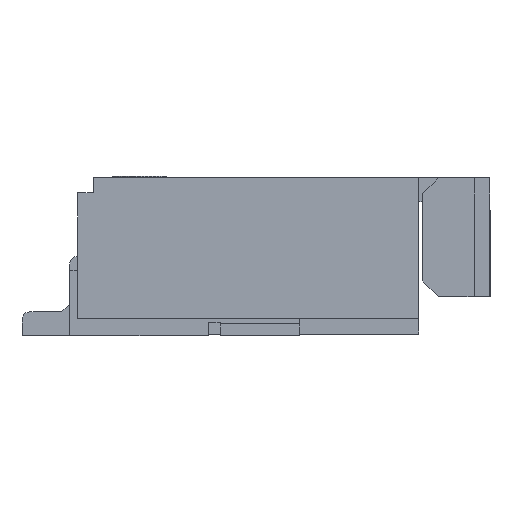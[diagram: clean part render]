
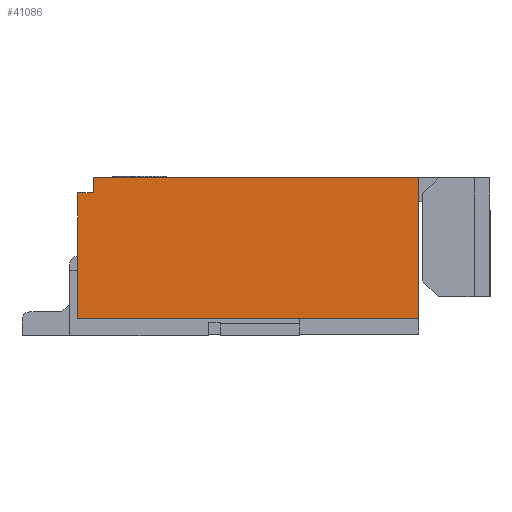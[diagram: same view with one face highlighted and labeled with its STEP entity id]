
A CAD part, left-side view. The second image highlights one B-rep face of the part: STEP entity #41086.
In plain terms, the highlighted planar face has unit normal (-1, 0, 0).
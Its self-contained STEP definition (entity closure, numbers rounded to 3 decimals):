
#727 = VECTOR ( 'NONE', #10740, 1000. ) ;
#905 = DIRECTION ( 'NONE',  ( 1., 0., 0. ) ) ;
#5485 = EDGE_LOOP ( 'NONE', ( #11094, #22418, #17440, #19278, #12858, #16403 ) ) ;
#5590 = CARTESIAN_POINT ( 'NONE',  ( -7.7, 2.15, 1.98 ) ) ;
#5935 = VECTOR ( 'NONE', #32617, 1000. ) ;
#6415 = VERTEX_POINT ( 'NONE', #14170 ) ;
#7455 = EDGE_CURVE ( 'NONE', #12215, #27829, #29805, .T. ) ;
#8326 = DIRECTION ( 'NONE',  ( 0., 0., -1. ) ) ;
#10740 = DIRECTION ( 'NONE',  ( 0., -1., 0. ) ) ;
#11094 = ORIENTED_EDGE ( 'NONE', *, *, #7455, .F. ) ;
#11853 = VERTEX_POINT ( 'NONE', #40792 ) ;
#12215 = VERTEX_POINT ( 'NONE', #28536 ) ;
#12858 = ORIENTED_EDGE ( 'NONE', *, *, #26885, .F. ) ;
#14170 = CARTESIAN_POINT ( 'NONE',  ( -7.7, -2.15, 0.2 ) ) ;
#16403 = ORIENTED_EDGE ( 'NONE', *, *, #36748, .F. ) ;
#16542 = EDGE_CURVE ( 'NONE', #6415, #23668, #38553, .T. ) ;
#17440 = ORIENTED_EDGE ( 'NONE', *, *, #25649, .T. ) ;
#17521 = LINE ( 'NONE', #5590, #47043 ) ;
#19205 = VECTOR ( 'NONE', #30276, 1000. ) ;
#19278 = ORIENTED_EDGE ( 'NONE', *, *, #16542, .F. ) ;
#20146 = CARTESIAN_POINT ( 'NONE',  ( -7.7, -2.15, 0.2 ) ) ;
#20426 = DIRECTION ( 'NONE',  ( 0., 1., 0. ) ) ;
#21818 = CARTESIAN_POINT ( 'NONE',  ( -7.7, -2.15, 1.98 ) ) ;
#22418 = ORIENTED_EDGE ( 'NONE', *, *, #42717, .T. ) ;
#22572 = CARTESIAN_POINT ( 'NONE',  ( -7.7, -2.15, 1.98 ) ) ;
#23668 = VERTEX_POINT ( 'NONE', #26166 ) ;
#24759 = VECTOR ( 'NONE', #20426, 1000. ) ;
#25649 = EDGE_CURVE ( 'NONE', #11853, #23668, #17521, .T. ) ;
#25662 = LINE ( 'NONE', #22572, #5935 ) ;
#25861 = PLANE ( 'NONE',  #43572 ) ;
#26166 = CARTESIAN_POINT ( 'NONE',  ( -7.7, 2.15, 0.2 ) ) ;
#26885 = EDGE_CURVE ( 'NONE', #30924, #6415, #25662, .T. ) ;
#27829 = VERTEX_POINT ( 'NONE', #31009 ) ;
#28536 = CARTESIAN_POINT ( 'NONE',  ( -7.7, 1.95, 1.78 ) ) ;
#28759 = LINE ( 'NONE', #35714, #24759 ) ;
#29412 = LINE ( 'NONE', #21818, #727 ) ;
#29805 = LINE ( 'NONE', #32964, #19205 ) ;
#30276 = DIRECTION ( 'NONE',  ( 0., 0., 1. ) ) ;
#30879 = VECTOR ( 'NONE', #41655, 1000. ) ;
#30924 = VERTEX_POINT ( 'NONE', #36102 ) ;
#31009 = CARTESIAN_POINT ( 'NONE',  ( -7.7, 1.95, 1.98 ) ) ;
#32617 = DIRECTION ( 'NONE',  ( 0., 0., -1. ) ) ;
#32964 = CARTESIAN_POINT ( 'NONE',  ( -7.7, 1.95, 1.78 ) ) ;
#33755 = FACE_OUTER_BOUND ( 'NONE', #5485, .T. ) ;
#35714 = CARTESIAN_POINT ( 'NONE',  ( -7.7, 2.15, 1.78 ) ) ;
#36102 = CARTESIAN_POINT ( 'NONE',  ( -7.7, -2.15, 1.98 ) ) ;
#36748 = EDGE_CURVE ( 'NONE', #27829, #30924, #29412, .T. ) ;
#38553 = LINE ( 'NONE', #20146, #30879 ) ;
#40454 = CARTESIAN_POINT ( 'NONE',  ( -7.7, -2.15, 1.98 ) ) ;
#40792 = CARTESIAN_POINT ( 'NONE',  ( -7.7, 2.15, 1.78 ) ) ;
#41086 = ADVANCED_FACE ( 'NONE', ( #33755 ), #25861, .F. ) ;
#41655 = DIRECTION ( 'NONE',  ( 0., 1., 0. ) ) ;
#42717 = EDGE_CURVE ( 'NONE', #12215, #11853, #28759, .T. ) ;
#43572 = AXIS2_PLACEMENT_3D ( 'NONE', #40454, #905, #8326 ) ;
#46927 = DIRECTION ( 'NONE',  ( 0., 0., -1. ) ) ;
#47043 = VECTOR ( 'NONE', #46927, 1000. ) ;
